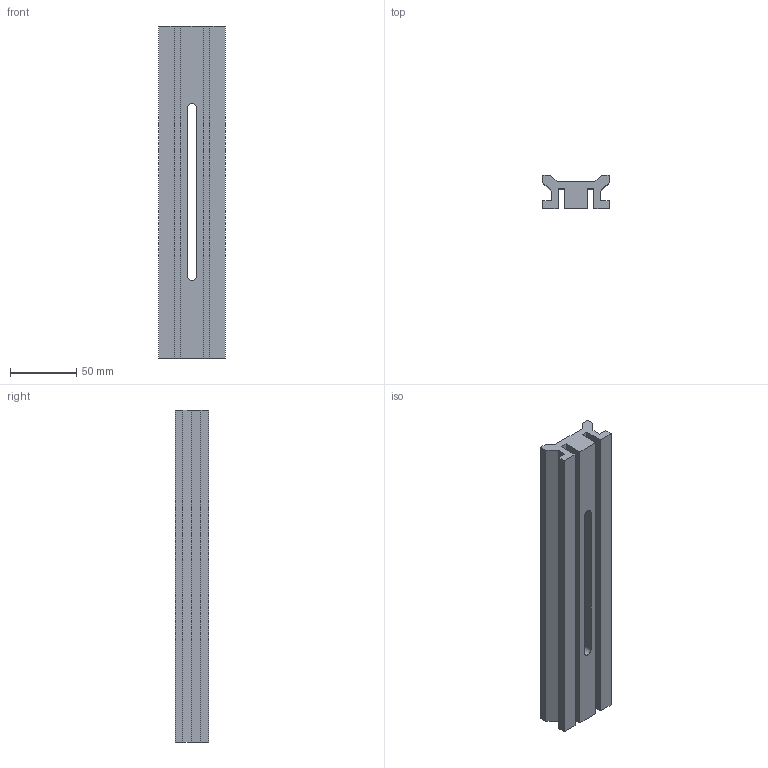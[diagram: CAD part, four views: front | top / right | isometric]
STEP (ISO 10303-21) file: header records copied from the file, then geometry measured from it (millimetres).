
FILE_DESCRIPTION (( 'STEP AP214' ), '1' );
FILE_NAME ('07 ORN 001.STEP', '2025-01-07T01:39:17', ( '' ), ( '' ), 'SwSTEP 2.0', 'SolidWorks 2022', '' );
FILE_SCHEMA (( 'AUTOMOTIVE_DESIGN' ));
Length unit declared in the file: millimetre
Products named in the file (1): 07 ORN 001
Bounding box: 50 x 25 x 250 mm (x, y, z)
Volume: 176144.1 mm3; surface area: 63097.5 mm2
Topology: 1 solids, 1 shells, 37 faces, 102 edges, 68 vertices
Faces by surface type: plane 31, cylinder 6
Entity records: 1206 total; most frequent: CARTESIAN_POINT 208, ORIENTED_EDGE 204, DIRECTION 190, EDGE_CURVE 102, VECTOR 90, LINE 90, VERTEX_POINT 68, AXIS2_PLACEMENT_3D 50
